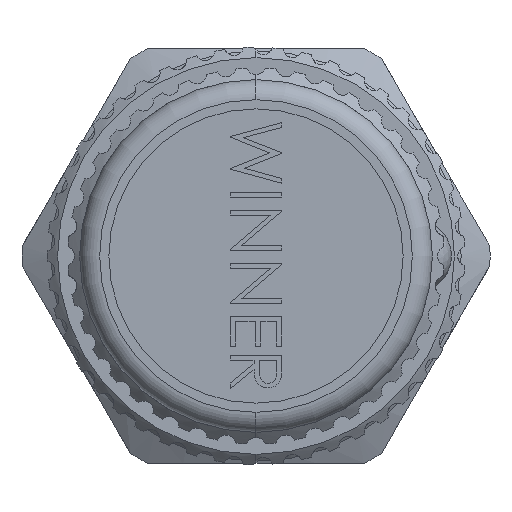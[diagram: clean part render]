
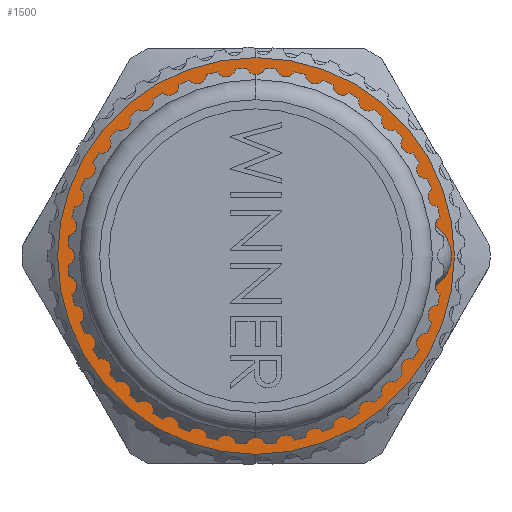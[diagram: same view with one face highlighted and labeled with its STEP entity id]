
A CAD part, left-side view. The second image highlights one B-rep face of the part: STEP entity #1500.
In plain terms, the highlighted planar face has unit normal (-1, 0, 0).
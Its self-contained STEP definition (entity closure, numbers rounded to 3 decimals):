
#227 = CARTESIAN_POINT ( 'NONE',  ( -16.4, -3.332, 2.967 ) ) ;
#229 = CARTESIAN_POINT ( 'NONE',  ( -16.4, 0.438, 4.16 ) ) ;
#400 = CARTESIAN_POINT ( 'NONE',  ( -16.4, -1.261, -4.528 ) ) ;
#1500 = ADVANCED_FACE ( 'NONE', ( #28582, #27520 ), #21061, .T. ) ;
#1585 = CARTESIAN_POINT ( 'NONE',  ( -16.4, 3.858, 1.468 ) ) ;
#1687 = CARTESIAN_POINT ( 'NONE',  ( -16.4, 1.715, 3.765 ) ) ;
#2381 = CARTESIAN_POINT ( 'NONE',  ( -16.4, 4.167, -0.366 ) ) ;
#2504 = CARTESIAN_POINT ( 'NONE',  ( -16.4, -4.554, 0.856 ) ) ;
#2542 = B_SPLINE_CURVE_WITH_KNOTS ( 'NONE', 3,
 ( #6157, #10551, #21901, #12713, #26307, #1585, #17377, #24255, #28370, #13018, #21806, #26113, #23855, #1687, #8362, #14929, #10451, #17478 ),
 .UNSPECIFIED., .F., .F.,
 ( 4, 2, 2, 2, 2, 2, 2, 2, 4 ),
 ( 0., 0.001, 0.002, 0.002, 0.003, 0.004, 0.005, 0.006, 0.006 ),
 .UNSPECIFIED. ) ;
#2668 = CARTESIAN_POINT ( 'NONE',  ( -16.4, 0.03, -4.627 ) ) ;
#2770 = CARTESIAN_POINT ( 'NONE',  ( -16.4, 3.84, -1.956 ) ) ;
#3005 = CARTESIAN_POINT ( 'NONE',  ( -16.4, -4.678, -0.454 ) ) ;
#3755 = EDGE_CURVE ( 'NONE', #6415, #14241, #28069, .T. ) ;
#4010 = DIRECTION ( 'NONE',  ( -1., 0., 0. ) ) ;
#4117 = CARTESIAN_POINT ( 'NONE',  ( -16.4, 0., 0. ) ) ;
#4327 = AXIS2_PLACEMENT_3D ( 'NONE', #11766, #27535, #25373 ) ;
#4426 = ORIENTED_EDGE ( 'NONE', *, *, #17310, .T. ) ;
#4500 = AXIS2_PLACEMENT_3D ( 'NONE', #4117, #4010, #20223 ) ;
#4782 = CARTESIAN_POINT ( 'NONE',  ( -16.4, -0.942, -4.595 ) ) ;
#4799 = CARTESIAN_POINT ( 'NONE',  ( -16.4, -1.827, 3.955 ) ) ;
#4892 = CARTESIAN_POINT ( 'NONE',  ( -16.4, 1.301, -4.352 ) ) ;
#4987 = CARTESIAN_POINT ( 'NONE',  ( -16.4, 2.177, -3.917 ) ) ;
#5178 = CARTESIAN_POINT ( 'NONE',  ( -16.4, 4.16, -0.695 ) ) ;
#6157 = CARTESIAN_POINT ( 'NONE',  ( -16.4, 4.167, -0.366 ) ) ;
#6415 = VERTEX_POINT ( 'NONE', #229 ) ;
#6897 = CARTESIAN_POINT ( 'NONE',  ( -16.4, -2.968, 3.3 ) ) ;
#6945 = EDGE_CURVE ( 'NONE', #19420, #6415, #2542, .T. ) ;
#7096 = CARTESIAN_POINT ( 'NONE',  ( -16.4, -3.768, 2.472 ) ) ;
#7183 = CARTESIAN_POINT ( 'NONE',  ( -16.4, 3.358, -2.808 ) ) ;
#7290 = CARTESIAN_POINT ( 'NONE',  ( -16.4, 0.359, -4.592 ) ) ;
#7399 = DIRECTION ( 'NONE',  ( -1., 0., 0. ) ) ;
#8362 = CARTESIAN_POINT ( 'NONE',  ( -16.4, 1.468, 3.874 ) ) ;
#8727 = CARTESIAN_POINT ( 'NONE',  ( -16.4, -1.261, -4.528 ) ) ;
#8922 = DIRECTION ( 'NONE',  ( -1., 0., 0. ) ) ;
#9104 = CARTESIAN_POINT ( 'NONE',  ( -16.4, -4.69, -0.123 ) ) ;
#10451 = CARTESIAN_POINT ( 'NONE',  ( -16.4, 0.703, 4.113 ) ) ;
#10460 = ORIENTED_EDGE ( 'NONE', *, *, #3755, .T. ) ;
#10551 = CARTESIAN_POINT ( 'NONE',  ( -16.4, 4.173, -0.097 ) ) ;
#10700 = ORIENTED_EDGE ( 'NONE', *, *, #16061, .T. ) ;
#11564 = CARTESIAN_POINT ( 'NONE',  ( -16.4, -3.667, 2.601 ) ) ;
#11659 = CARTESIAN_POINT ( 'NONE',  ( -16.4, -3.449, 2.849 ) ) ;
#11735 = AXIS2_PLACEMENT_3D ( 'NONE', #19928, #8922, #15389 ) ;
#11752 = CARTESIAN_POINT ( 'NONE',  ( -16.4, 0.438, 4.16 ) ) ;
#11766 = CARTESIAN_POINT ( 'NONE',  ( -16.4, 0., 0. ) ) ;
#11990 = CARTESIAN_POINT ( 'NONE',  ( -16.4, 0., -15.3 ) ) ;
#12047 = DIRECTION ( 'NONE',  ( 0., 0., -1. ) ) ;
#12614 = CARTESIAN_POINT ( 'NONE',  ( -16.4, 0., 15.3 ) ) ;
#12713 = CARTESIAN_POINT ( 'NONE',  ( -16.4, 4.086, 0.704 ) ) ;
#13018 = CARTESIAN_POINT ( 'NONE',  ( -16.4, 3., 2.82 ) ) ;
#13843 = CARTESIAN_POINT ( 'NONE',  ( -16.4, -4.463, 1.17 ) ) ;
#13934 = CARTESIAN_POINT ( 'NONE',  ( -16.4, 4.167, -0.366 ) ) ;
#13948 = ORIENTED_EDGE ( 'NONE', *, *, #15985, .T. ) ;
#14231 = CARTESIAN_POINT ( 'NONE',  ( -16.4, 0.991, -4.454 ) ) ;
#14241 = VERTEX_POINT ( 'NONE', #3005 ) ;
#14674 = CIRCLE ( 'NONE', #4500, 15.3 ) ;
#14929 = CARTESIAN_POINT ( 'NONE',  ( -16.4, 0.962, 4.049 ) ) ;
#15389 = DIRECTION ( 'NONE',  ( 0., 0., -1. ) ) ;
#15985 = EDGE_CURVE ( 'NONE', #20039, #16449, #14674, .T. ) ;
#15998 = EDGE_LOOP ( 'NONE', ( #10460, #4426, #22803, #25516 ) ) ;
#16061 = EDGE_CURVE ( 'NONE', #16449, #20039, #29071, .T. ) ;
#16400 = CARTESIAN_POINT ( 'NONE',  ( -16.4, 1.898, -4.081 ) ) ;
#16449 = VERTEX_POINT ( 'NONE', #12614 ) ;
#16627 = CARTESIAN_POINT ( 'NONE',  ( -16.4, 0., -5.05 ) ) ;
#17310 = EDGE_CURVE ( 'NONE', #14241, #27927, #17460, .T. ) ;
#17377 = CARTESIAN_POINT ( 'NONE',  ( -16.4, 3.751, 1.712 ) ) ;
#17460 = CIRCLE ( 'NONE', #4327, 4.7 ) ;
#17478 = CARTESIAN_POINT ( 'NONE',  ( -16.4, 0.438, 4.16 ) ) ;
#17678 = EDGE_LOOP ( 'NONE', ( #10700, #13948 ) ) ;
#18204 = CARTESIAN_POINT ( 'NONE',  ( -16.4, -0.87, 4.201 ) ) ;
#18304 = CARTESIAN_POINT ( 'NONE',  ( -16.4, -1.2, 4.143 ) ) ;
#18690 = CARTESIAN_POINT ( 'NONE',  ( -16.4, 3.955, -1.651 ) ) ;
#19420 = VERTEX_POINT ( 'NONE', #2381 ) ;
#19928 = CARTESIAN_POINT ( 'NONE',  ( -16.4, 0., 0. ) ) ;
#20039 = VERTEX_POINT ( 'NONE', #11990 ) ;
#20121 = B_SPLINE_CURVE_WITH_KNOTS ( 'NONE', 3,
 ( #400, #4782, #22990, #2668, #7290, #14231, #4892, #16400, #4987, #23179, #27605, #7183, #27298, #2770, #18690, #23274, #5178, #13934 ),
 .UNSPECIFIED., .F., .F.,
 ( 4, 2, 2, 2, 2, 2, 2, 2, 4 ),
 ( 0., 0.001, 0.002, 0.003, 0.004, 0.005, 0.006, 0.007, 0.008 ),
 .UNSPECIFIED. ) ;
#20223 = DIRECTION ( 'NONE',  ( 0., 0., -1. ) ) ;
#20403 = CARTESIAN_POINT ( 'NONE',  ( -16.4, -2.704, 3.493 ) ) ;
#20679 = CARTESIAN_POINT ( 'NONE',  ( -16.4, -0.216, 4.238 ) ) ;
#21061 = PLANE ( 'NONE',  #26920 ) ;
#21806 = CARTESIAN_POINT ( 'NONE',  ( -16.4, 2.812, 3.009 ) ) ;
#21901 = CARTESIAN_POINT ( 'NONE',  ( -16.4, 4.161, 0.172 ) ) ;
#22609 = CARTESIAN_POINT ( 'NONE',  ( -16.4, -2.131, 3.823 ) ) ;
#22803 = ORIENTED_EDGE ( 'NONE', *, *, #26156, .T. ) ;
#22990 = CARTESIAN_POINT ( 'NONE',  ( -16.4, -0.62, -4.629 ) ) ;
#23003 = CARTESIAN_POINT ( 'NONE',  ( -16.4, -4.05, 2.07 ) ) ;
#23179 = CARTESIAN_POINT ( 'NONE',  ( -16.4, 2.697, -3.53 ) ) ;
#23274 = CARTESIAN_POINT ( 'NONE',  ( -16.4, 4.115, -1.022 ) ) ;
#23855 = CARTESIAN_POINT ( 'NONE',  ( -16.4, 2.183, 3.502 ) ) ;
#24255 = CARTESIAN_POINT ( 'NONE',  ( -16.4, 3.492, 2.184 ) ) ;
#25068 = CARTESIAN_POINT ( 'NONE',  ( -16.4, 0.111, 4.219 ) ) ;
#25256 = CARTESIAN_POINT ( 'NONE',  ( -16.4, -4.669, 0.21 ) ) ;
#25373 = DIRECTION ( 'NONE',  ( 0., -1., 0. ) ) ;
#25516 = ORIENTED_EDGE ( 'NONE', *, *, #6945, .T. ) ;
#26113 = CARTESIAN_POINT ( 'NONE',  ( -16.4, 2.405, 3.349 ) ) ;
#26156 = EDGE_CURVE ( 'NONE', #27927, #19420, #20121, .T. ) ;
#26307 = CARTESIAN_POINT ( 'NONE',  ( -16.4, 4.024, 0.965 ) ) ;
#26920 = AXIS2_PLACEMENT_3D ( 'NONE', #16627, #7399, #12047 ) ;
#27298 = CARTESIAN_POINT ( 'NONE',  ( -16.4, 3.539, -2.539 ) ) ;
#27307 = CARTESIAN_POINT ( 'NONE',  ( -16.4, -4.21, 1.78 ) ) ;
#27410 = CARTESIAN_POINT ( 'NONE',  ( -16.4, -4.678, -0.454 ) ) ;
#27520 = FACE_BOUND ( 'NONE', #15998, .T. ) ;
#27535 = DIRECTION ( 'NONE',  ( 1., 0., 0. ) ) ;
#27605 = CARTESIAN_POINT ( 'NONE',  ( -16.4, 2.939, -3.303 ) ) ;
#27927 = VERTEX_POINT ( 'NONE', #8727 ) ;
#28069 = B_SPLINE_CURVE_WITH_KNOTS ( 'NONE', 3,
 ( #11752, #25068, #20679, #18204, #18304, #4799, #22609, #20403, #6897, #227, #11659, #11564, #7096, #23003, #27307, #13843, #2504, #25256, #9104, #27410 ),
 .UNSPECIFIED., .F., .F.,
 ( 4, 2, 2, 2, 2, 2, 2, 2, 2, 4 ),
 ( 0., 0.001, 0.002, 0.003, 0.004, 0.004, 0.005, 0.006, 0.007, 0.008 ),
 .UNSPECIFIED. ) ;
#28370 = CARTESIAN_POINT ( 'NONE',  ( -16.4, 3.341, 2.406 ) ) ;
#28582 = FACE_OUTER_BOUND ( 'NONE', #17678, .T. ) ;
#29071 = CIRCLE ( 'NONE', #11735, 15.3 ) ;
